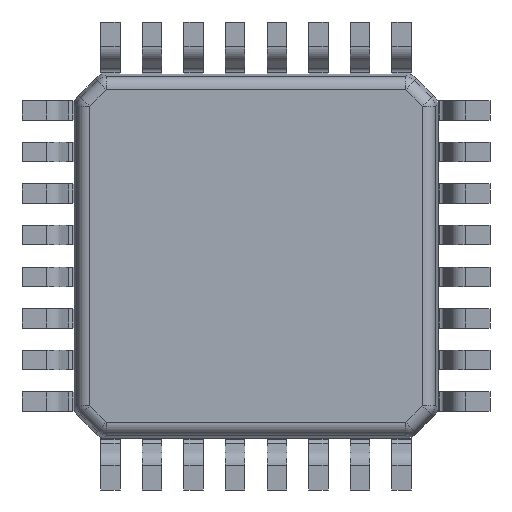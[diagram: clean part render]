
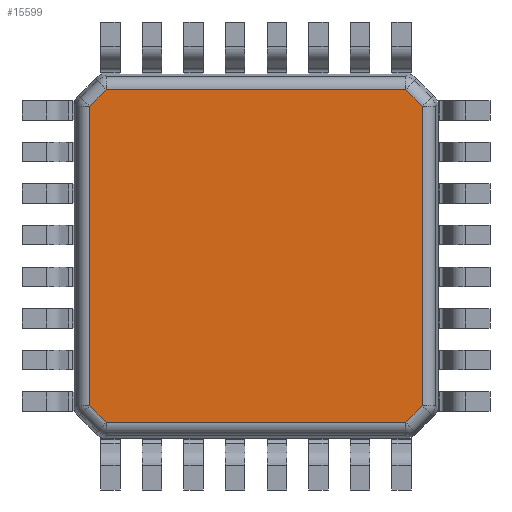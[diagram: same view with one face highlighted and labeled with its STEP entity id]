
A CAD part, front view. The second image highlights one B-rep face of the part: STEP entity #15599.
In plain terms, the highlighted planar face has unit normal (0, -1, 0).
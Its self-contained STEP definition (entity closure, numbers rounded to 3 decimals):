
#15528 = CARTESIAN_POINT ( 'NONE',  ( -3.201, 0.05, 2.876 ) ) ;
#15529 = VERTEX_POINT ( 'NONE', #15528 ) ;
#15530 = CARTESIAN_POINT ( 'NONE',  ( -3.201, 0.05, -2.876 ) ) ;
#15531 = VERTEX_POINT ( 'NONE', #15530 ) ;
#15532 = CARTESIAN_POINT ( 'NONE',  ( -3.201, 0.05, 0. ) ) ;
#15533 = DIRECTION ( 'NONE',  ( 0., 0., -1. ) ) ;
#15534 = VECTOR ( 'NONE', #15533, 1000. ) ;
#15535 = LINE ( 'NONE', #15532, #15534 ) ;
#15536 = EDGE_CURVE ( 'NONE', #15529, #15531, #15535, .T. ) ;
#15537 = ORIENTED_EDGE ( 'NONE', *, *, #15536, .T. ) ;
#15538 = CARTESIAN_POINT ( 'NONE',  ( -2.876, 0.05, -3.201 ) ) ;
#15539 = VERTEX_POINT ( 'NONE', #15538 ) ;
#15540 = CARTESIAN_POINT ( 'NONE',  ( -3.039, 0.05, -3.039 ) ) ;
#15541 = DIRECTION ( 'NONE',  ( 0.707, 0., -0.707 ) ) ;
#15542 = VECTOR ( 'NONE', #15541, 1000. ) ;
#15543 = LINE ( 'NONE', #15540, #15542 ) ;
#15544 = EDGE_CURVE ( 'NONE', #15531, #15539, #15543, .T. ) ;
#15545 = ORIENTED_EDGE ( 'NONE', *, *, #15544, .T. ) ;
#15546 = CARTESIAN_POINT ( 'NONE',  ( 2.876, 0.05, -3.201 ) ) ;
#15547 = VERTEX_POINT ( 'NONE', #15546 ) ;
#15548 = CARTESIAN_POINT ( 'NONE',  ( 0., 0.05, -3.201 ) ) ;
#15549 = DIRECTION ( 'NONE',  ( 1., 0., 0. ) ) ;
#15550 = VECTOR ( 'NONE', #15549, 1000. ) ;
#15551 = LINE ( 'NONE', #15548, #15550 ) ;
#15552 = EDGE_CURVE ( 'NONE', #15539, #15547, #15551, .T. ) ;
#15553 = ORIENTED_EDGE ( 'NONE', *, *, #15552, .T. ) ;
#15554 = CARTESIAN_POINT ( 'NONE',  ( 3.201, 0.05, -2.876 ) ) ;
#15555 = VERTEX_POINT ( 'NONE', #15554 ) ;
#15556 = CARTESIAN_POINT ( 'NONE',  ( 3.039, 0.05, -3.039 ) ) ;
#15557 = DIRECTION ( 'NONE',  ( 0.707, 0., 0.707 ) ) ;
#15558 = VECTOR ( 'NONE', #15557, 1000. ) ;
#15559 = LINE ( 'NONE', #15556, #15558 ) ;
#15560 = EDGE_CURVE ( 'NONE', #15547, #15555, #15559, .T. ) ;
#15561 = ORIENTED_EDGE ( 'NONE', *, *, #15560, .T. ) ;
#15562 = CARTESIAN_POINT ( 'NONE',  ( 3.201, 0.05, 2.876 ) ) ;
#15563 = VERTEX_POINT ( 'NONE', #15562 ) ;
#15564 = CARTESIAN_POINT ( 'NONE',  ( 3.201, 0.05, 0. ) ) ;
#15565 = DIRECTION ( 'NONE',  ( 0., 0., 1. ) ) ;
#15566 = VECTOR ( 'NONE', #15565, 1000. ) ;
#15567 = LINE ( 'NONE', #15564, #15566 ) ;
#15568 = EDGE_CURVE ( 'NONE', #15555, #15563, #15567, .T. ) ;
#15569 = ORIENTED_EDGE ( 'NONE', *, *, #15568, .T. ) ;
#15570 = CARTESIAN_POINT ( 'NONE',  ( 2.876, 0.05, 3.201 ) ) ;
#15571 = VERTEX_POINT ( 'NONE', #15570 ) ;
#15572 = CARTESIAN_POINT ( 'NONE',  ( 3.039, 0.05, 3.039 ) ) ;
#15573 = DIRECTION ( 'NONE',  ( -0.707, 0., 0.707 ) ) ;
#15574 = VECTOR ( 'NONE', #15573, 1000. ) ;
#15575 = LINE ( 'NONE', #15572, #15574 ) ;
#15576 = EDGE_CURVE ( 'NONE', #15563, #15571, #15575, .T. ) ;
#15577 = ORIENTED_EDGE ( 'NONE', *, *, #15576, .T. ) ;
#15578 = CARTESIAN_POINT ( 'NONE',  ( -2.876, 0.05, 3.201 ) ) ;
#15579 = VERTEX_POINT ( 'NONE', #15578 ) ;
#15580 = CARTESIAN_POINT ( 'NONE',  ( 0., 0.05, 3.201 ) ) ;
#15581 = DIRECTION ( 'NONE',  ( -1., 0., 0. ) ) ;
#15582 = VECTOR ( 'NONE', #15581, 1000. ) ;
#15583 = LINE ( 'NONE', #15580, #15582 ) ;
#15584 = EDGE_CURVE ( 'NONE', #15571, #15579, #15583, .T. ) ;
#15585 = ORIENTED_EDGE ( 'NONE', *, *, #15584, .T. ) ;
#15586 = CARTESIAN_POINT ( 'NONE',  ( -3.039, 0.05, 3.039 ) ) ;
#15587 = DIRECTION ( 'NONE',  ( -0.707, 0., -0.707 ) ) ;
#15588 = VECTOR ( 'NONE', #15587, 1000. ) ;
#15589 = LINE ( 'NONE', #15586, #15588 ) ;
#15590 = EDGE_CURVE ( 'NONE', #15579, #15529, #15589, .T. ) ;
#15591 = ORIENTED_EDGE ( 'NONE', *, *, #15590, .T. ) ;
#15592 = EDGE_LOOP ( 'NONE', ( #15537, #15545, #15553, #15561, #15569, #15577, #15585, #15591 ) ) ;
#15593 = FACE_OUTER_BOUND ( 'NONE', #15592, .T. ) ;
#15594 = CARTESIAN_POINT ( 'NONE',  ( 0., 0.05, 0. ) ) ;
#15595 = DIRECTION ( 'NONE',  ( 0., -1., 0. ) ) ;
#15596 = DIRECTION ( 'NONE',  ( 0., 0., -1. ) ) ;
#15597 = AXIS2_PLACEMENT_3D ( 'NONE', #15594, #15595, #15596 ) ;
#15598 = PLANE ( 'NONE', #15597 ) ;
#15599 = ADVANCED_FACE ( 'NONE', ( #15593 ), #15598, .T. ) ;
